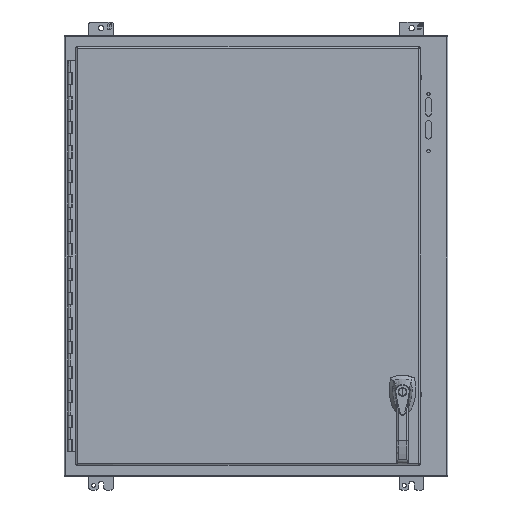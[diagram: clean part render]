
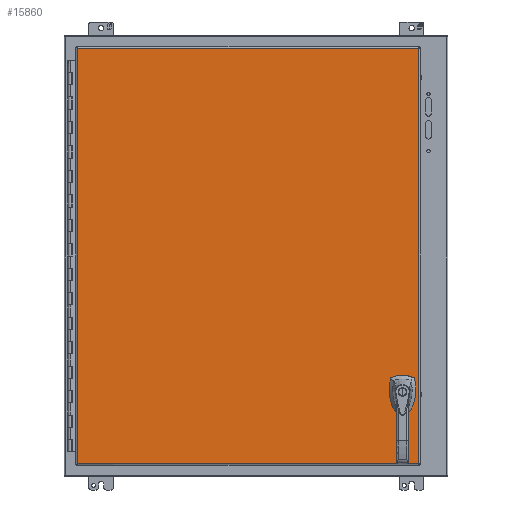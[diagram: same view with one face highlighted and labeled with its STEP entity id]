
A CAD part, front view. The second image highlights one B-rep face of the part: STEP entity #15860.
In plain terms, the highlighted planar face has unit normal (0, -1, 0).
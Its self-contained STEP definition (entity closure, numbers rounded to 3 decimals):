
#437 = VECTOR ( 'NONE', #59101, 1000. ) ;
#3554 = DIRECTION ( 'NONE',  ( -1., 0., 0. ) ) ;
#3811 = CARTESIAN_POINT ( 'NONE',  ( -370.98, -225.428, 431.444 ) ) ;
#5869 = DIRECTION ( 'NONE',  ( 0., 0., -1. ) ) ;
#7066 = VERTEX_POINT ( 'NONE', #36666 ) ;
#7433 = EDGE_LOOP ( 'NONE', ( #26591, #58137, #72820, #65069 ) ) ;
#8770 = CARTESIAN_POINT ( 'NONE',  ( -373.723, -225.428, 431.444 ) ) ;
#9378 = DIRECTION ( 'NONE',  ( 0., 0., -1. ) ) ;
#9794 = EDGE_CURVE ( 'NONE', #75474, #41911, #39243, .T. ) ;
#9837 = ORIENTED_EDGE ( 'NONE', *, *, #36839, .F. ) ;
#10277 = DIRECTION ( 'NONE',  ( 0., 0., 1. ) ) ;
#10878 = DIRECTION ( 'NONE',  ( 1., 0., 0. ) ) ;
#10930 = DIRECTION ( 'NONE',  ( 0., 1., 0. ) ) ;
#12128 = EDGE_LOOP ( 'NONE', ( #52253, #63710, #22458, #41622, #9837, #32947, #50678, #13197 ) ) ;
#12420 = DIRECTION ( 'NONE',  ( 0., 0., -1. ) ) ;
#13197 = ORIENTED_EDGE ( 'NONE', *, *, #75024, .T. ) ;
#15102 = EDGE_CURVE ( 'NONE', #24072, #36413, #30364, .T. ) ;
#15860 = ADVANCED_FACE ( 'NONE', ( #36584, #62914, #23666 ), #44350, .T. ) ;
#15895 = CARTESIAN_POINT ( 'NONE',  ( 337.909, -225.428, -434.188 ) ) ;
#16950 = EDGE_CURVE ( 'NONE', #48684, #7066, #82302, .T. ) ;
#17063 = AXIS2_PLACEMENT_3D ( 'NONE', #69789, #83599, #25425 ) ;
#19152 = ORIENTED_EDGE ( 'NONE', *, *, #47547, .T. ) ;
#20360 = CARTESIAN_POINT ( 'NONE',  ( -370.98, -225.428, -431.444 ) ) ;
#21006 = CIRCLE ( 'NONE', #82884, 11.24 ) ;
#21139 = CIRCLE ( 'NONE', #30762, 4.242 ) ;
#22458 = ORIENTED_EDGE ( 'NONE', *, *, #37419, .F. ) ;
#22807 = CARTESIAN_POINT ( 'NONE',  ( 294.081, -225.428, -287.209 ) ) ;
#23666 = FACE_BOUND ( 'NONE', #32844, .T. ) ;
#24072 = VERTEX_POINT ( 'NONE', #53613 ) ;
#24890 = DIRECTION ( 'NONE',  ( 0., 0., -1. ) ) ;
#25425 = DIRECTION ( 'NONE',  ( 0., 0., -1. ) ) ;
#25840 = CARTESIAN_POINT ( 'NONE',  ( -370.98, -225.428, -434.188 ) ) ;
#26332 = CARTESIAN_POINT ( 'NONE',  ( 314.173, -225.428, -277.128 ) ) ;
#26473 = CARTESIAN_POINT ( 'NONE',  ( 294.081, -225.428, -277.128 ) ) ;
#26591 = ORIENTED_EDGE ( 'NONE', *, *, #16950, .T. ) ;
#28158 = CIRCLE ( 'NONE', #17063, 11.24 ) ;
#29472 = CARTESIAN_POINT ( 'NONE',  ( 314.173, -225.428, -287.209 ) ) ;
#30364 = LINE ( 'NONE', #82087, #75825 ) ;
#30762 = AXIS2_PLACEMENT_3D ( 'NONE', #37583, #57004, #77707 ) ;
#31360 = CARTESIAN_POINT ( 'NONE',  ( 304.127, -225.428, -282.169 ) ) ;
#31741 = VECTOR ( 'NONE', #3554, 1000. ) ;
#31855 = DIRECTION ( 'NONE',  ( 1., 0., 0. ) ) ;
#32844 = EDGE_LOOP ( 'NONE', ( #19152 ) ) ;
#32947 = ORIENTED_EDGE ( 'NONE', *, *, #70913, .T. ) ;
#34274 = EDGE_CURVE ( 'NONE', #61906, #69444, #21006, .T. ) ;
#34381 = CIRCLE ( 'NONE', #77055, 11.24 ) ;
#36413 = VERTEX_POINT ( 'NONE', #49141 ) ;
#36584 = FACE_BOUND ( 'NONE', #12128, .T. ) ;
#36666 = CARTESIAN_POINT ( 'NONE',  ( 337.909, -225.428, 431.444 ) ) ;
#36839 = EDGE_CURVE ( 'NONE', #58651, #69444, #71695, .T. ) ;
#37419 = EDGE_CURVE ( 'NONE', #61906, #53251, #63727, .T. ) ;
#37583 = CARTESIAN_POINT ( 'NONE',  ( 304.127, -225.428, -316.154 ) ) ;
#39243 = LINE ( 'NONE', #26332, #437 ) ;
#41622 = ORIENTED_EDGE ( 'NONE', *, *, #34274, .T. ) ;
#41729 = VECTOR ( 'NONE', #10277, 1000. ) ;
#41911 = VERTEX_POINT ( 'NONE', #57467 ) ;
#42490 = DIRECTION ( 'NONE',  ( 0., 0., -1. ) ) ;
#42974 = CARTESIAN_POINT ( 'NONE',  ( 304.127, -225.428, -282.169 ) ) ;
#44350 = PLANE ( 'NONE',  #81486 ) ;
#45661 = LINE ( 'NONE', #25840, #65971 ) ;
#47547 = EDGE_CURVE ( 'NONE', #62531, #62531, #21139, .T. ) ;
#47639 = LINE ( 'NONE', #8770, #31741 ) ;
#48684 = VERTEX_POINT ( 'NONE', #58301 ) ;
#49141 = CARTESIAN_POINT ( 'NONE',  ( 309.168, -225.428, -292.214 ) ) ;
#50678 = ORIENTED_EDGE ( 'NONE', *, *, #9794, .F. ) ;
#50808 = DIRECTION ( 'NONE',  ( 0., -1., 0. ) ) ;
#51527 = EDGE_CURVE ( 'NONE', #7066, #56419, #47639, .T. ) ;
#52253 = ORIENTED_EDGE ( 'NONE', *, *, #15102, .F. ) ;
#53251 = VERTEX_POINT ( 'NONE', #70773 ) ;
#53613 = CARTESIAN_POINT ( 'NONE',  ( 299.086, -225.428, -292.214 ) ) ;
#55029 = DIRECTION ( 'NONE',  ( 0., 1., 0. ) ) ;
#55909 = EDGE_CURVE ( 'NONE', #24072, #53251, #58465, .T. ) ;
#56419 = VERTEX_POINT ( 'NONE', #3811 ) ;
#57004 = DIRECTION ( 'NONE',  ( 0., 1., 0. ) ) ;
#57467 = CARTESIAN_POINT ( 'NONE',  ( 314.173, -225.428, -277.128 ) ) ;
#57740 = CARTESIAN_POINT ( 'NONE',  ( 304.127, -225.428, -320.396 ) ) ;
#58137 = ORIENTED_EDGE ( 'NONE', *, *, #51527, .T. ) ;
#58301 = CARTESIAN_POINT ( 'NONE',  ( 337.909, -225.428, -431.444 ) ) ;
#58465 = CIRCLE ( 'NONE', #79152, 11.24 ) ;
#58651 = VERTEX_POINT ( 'NONE', #77687 ) ;
#59101 = DIRECTION ( 'NONE',  ( 0., 0., 1. ) ) ;
#61906 = VERTEX_POINT ( 'NONE', #26473 ) ;
#62531 = VERTEX_POINT ( 'NONE', #57740 ) ;
#62914 = FACE_OUTER_BOUND ( 'NONE', #7433, .T. ) ;
#63710 = ORIENTED_EDGE ( 'NONE', *, *, #55909, .T. ) ;
#63727 = LINE ( 'NONE', #22807, #68036 ) ;
#64826 = DIRECTION ( 'NONE',  ( -1., 0., 0. ) ) ;
#65069 = ORIENTED_EDGE ( 'NONE', *, *, #70510, .T. ) ;
#65297 = VERTEX_POINT ( 'NONE', #20360 ) ;
#65971 = VECTOR ( 'NONE', #12420, 1000. ) ;
#68036 = VECTOR ( 'NONE', #9378, 1000. ) ;
#69177 = CARTESIAN_POINT ( 'NONE',  ( 304.127, -225.428, -282.169 ) ) ;
#69219 = DIRECTION ( 'NONE',  ( 0., 0., -1. ) ) ;
#69444 = VERTEX_POINT ( 'NONE', #76717 ) ;
#69789 = CARTESIAN_POINT ( 'NONE',  ( 304.127, -225.428, -282.169 ) ) ;
#70510 = EDGE_CURVE ( 'NONE', #65297, #48684, #84025, .T. ) ;
#70610 = EDGE_CURVE ( 'NONE', #56419, #65297, #45661, .T. ) ;
#70773 = CARTESIAN_POINT ( 'NONE',  ( 294.081, -225.428, -287.209 ) ) ;
#70913 = EDGE_CURVE ( 'NONE', #58651, #41911, #34381, .T. ) ;
#71695 = LINE ( 'NONE', #85063, #74857 ) ;
#71940 = CARTESIAN_POINT ( 'NONE',  ( -373.723, -225.428, -431.444 ) ) ;
#72820 = ORIENTED_EDGE ( 'NONE', *, *, #70610, .T. ) ;
#72851 = VECTOR ( 'NONE', #31855, 1000. ) ;
#74857 = VECTOR ( 'NONE', #64826, 1000. ) ;
#75024 = EDGE_CURVE ( 'NONE', #75474, #36413, #28158, .T. ) ;
#75474 = VERTEX_POINT ( 'NONE', #29472 ) ;
#75825 = VECTOR ( 'NONE', #10878, 1000. ) ;
#76717 = CARTESIAN_POINT ( 'NONE',  ( 299.086, -225.428, -272.123 ) ) ;
#77055 = AXIS2_PLACEMENT_3D ( 'NONE', #31360, #83922, #24890 ) ;
#77687 = CARTESIAN_POINT ( 'NONE',  ( 309.168, -225.428, -272.123 ) ) ;
#77707 = DIRECTION ( 'NONE',  ( 0., 0., -1. ) ) ;
#79152 = AXIS2_PLACEMENT_3D ( 'NONE', #69177, #10930, #42490 ) ;
#81486 = AXIS2_PLACEMENT_3D ( 'NONE', #84827, #50808, #5869 ) ;
#82087 = CARTESIAN_POINT ( 'NONE',  ( 309.168, -225.428, -292.214 ) ) ;
#82302 = LINE ( 'NONE', #15895, #41729 ) ;
#82884 = AXIS2_PLACEMENT_3D ( 'NONE', #42974, #55029, #69219 ) ;
#83599 = DIRECTION ( 'NONE',  ( 0., 1., 0. ) ) ;
#83922 = DIRECTION ( 'NONE',  ( 0., 1., 0. ) ) ;
#84025 = LINE ( 'NONE', #71940, #72851 ) ;
#84827 = CARTESIAN_POINT ( 'NONE',  ( -373.723, -225.428, -434.188 ) ) ;
#85063 = CARTESIAN_POINT ( 'NONE',  ( 299.086, -225.428, -272.123 ) ) ;
